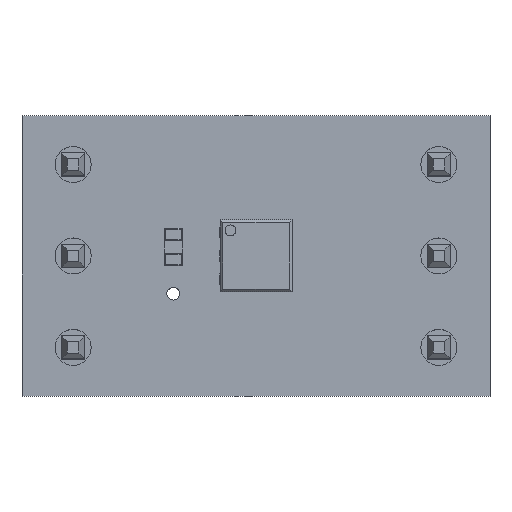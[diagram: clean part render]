
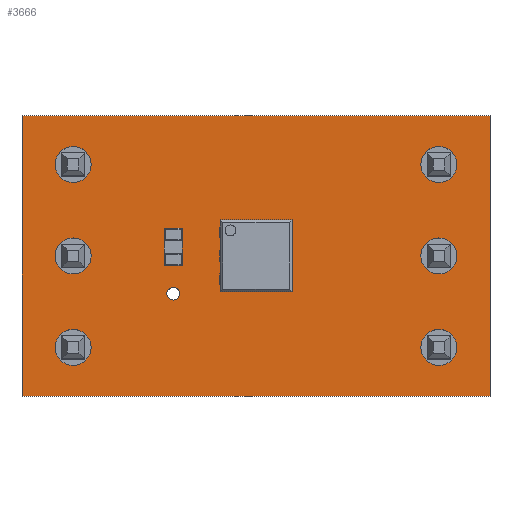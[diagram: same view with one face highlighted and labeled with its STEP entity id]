
A CAD part, top view. The second image highlights one B-rep face of the part: STEP entity #3666.
In plain terms, the highlighted planar face has unit normal (0, 0, 1).
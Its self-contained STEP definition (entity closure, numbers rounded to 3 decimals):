
#63=FACE_BOUND('',#502,.T.);
#64=FACE_BOUND('',#503,.T.);
#65=FACE_BOUND('',#504,.T.);
#66=FACE_BOUND('',#505,.T.);
#67=FACE_BOUND('',#506,.T.);
#68=FACE_BOUND('',#507,.T.);
#69=FACE_BOUND('',#508,.T.);
#90=PLANE('',#3961);
#272=FACE_OUTER_BOUND('',#501,.T.);
#501=EDGE_LOOP('',(#2498,#2499,#2500,#2501));
#502=EDGE_LOOP('',(#2502));
#503=EDGE_LOOP('',(#2503));
#504=EDGE_LOOP('',(#2504));
#505=EDGE_LOOP('',(#2505));
#506=EDGE_LOOP('',(#2506));
#507=EDGE_LOOP('',(#2507));
#508=EDGE_LOOP('',(#2508));
#751=LINE('',#5360,#1175);
#754=LINE('',#5366,#1178);
#757=LINE('',#5372,#1181);
#760=LINE('',#5376,#1184);
#1175=VECTOR('',#4309,10.);
#1178=VECTOR('',#4314,10.);
#1181=VECTOR('',#4319,10.);
#1184=VECTOR('',#4324,10.);
#1591=CIRCLE('',#3938,0.5);
#1593=CIRCLE('',#3941,0.175);
#1595=CIRCLE('',#3944,0.5);
#1597=CIRCLE('',#3947,0.5);
#1599=CIRCLE('',#3950,0.5);
#1601=CIRCLE('',#3953,0.5);
#1603=CIRCLE('',#3956,0.5);
#1667=VERTEX_POINT('',#5314);
#1669=VERTEX_POINT('',#5320);
#1671=VERTEX_POINT('',#5326);
#1673=VERTEX_POINT('',#5332);
#1675=VERTEX_POINT('',#5338);
#1677=VERTEX_POINT('',#5344);
#1679=VERTEX_POINT('',#5350);
#1682=VERTEX_POINT('',#5357);
#1683=VERTEX_POINT('',#5359);
#1685=VERTEX_POINT('',#5365);
#1687=VERTEX_POINT('',#5371);
#1956=EDGE_CURVE('',#1667,#1667,#1591,.T.);
#1959=EDGE_CURVE('',#1669,#1669,#1593,.T.);
#1962=EDGE_CURVE('',#1671,#1671,#1595,.T.);
#1965=EDGE_CURVE('',#1673,#1673,#1597,.T.);
#1968=EDGE_CURVE('',#1675,#1675,#1599,.T.);
#1971=EDGE_CURVE('',#1677,#1677,#1601,.T.);
#1974=EDGE_CURVE('',#1679,#1679,#1603,.T.);
#1977=EDGE_CURVE('',#1683,#1682,#751,.T.);
#1980=EDGE_CURVE('',#1685,#1683,#754,.T.);
#1983=EDGE_CURVE('',#1687,#1685,#757,.T.);
#1986=EDGE_CURVE('',#1682,#1687,#760,.T.);
#2498=ORIENTED_EDGE('',*,*,#1986,.T.);
#2499=ORIENTED_EDGE('',*,*,#1983,.T.);
#2500=ORIENTED_EDGE('',*,*,#1980,.T.);
#2501=ORIENTED_EDGE('',*,*,#1977,.T.);
#2502=ORIENTED_EDGE('',*,*,#1956,.T.);
#2503=ORIENTED_EDGE('',*,*,#1959,.T.);
#2504=ORIENTED_EDGE('',*,*,#1962,.T.);
#2505=ORIENTED_EDGE('',*,*,#1965,.T.);
#2506=ORIENTED_EDGE('',*,*,#1968,.T.);
#2507=ORIENTED_EDGE('',*,*,#1971,.T.);
#2508=ORIENTED_EDGE('',*,*,#1974,.T.);
#3666=ADVANCED_FACE('',(#272,#63,#64,#65,#66,#67,#68,#69),#90,.T.);
#3938=AXIS2_PLACEMENT_3D('',#5316,#4261,#4262);
#3941=AXIS2_PLACEMENT_3D('',#5322,#4268,#4269);
#3944=AXIS2_PLACEMENT_3D('',#5328,#4275,#4276);
#3947=AXIS2_PLACEMENT_3D('',#5334,#4282,#4283);
#3950=AXIS2_PLACEMENT_3D('',#5340,#4289,#4290);
#3953=AXIS2_PLACEMENT_3D('',#5346,#4296,#4297);
#3956=AXIS2_PLACEMENT_3D('',#5352,#4303,#4304);
#3961=AXIS2_PLACEMENT_3D('',#5377,#4325,#4326);
#4261=DIRECTION('center_axis',(0.,0.,-1.));
#4262=DIRECTION('ref_axis',(-1.,0.,0.));
#4268=DIRECTION('center_axis',(0.,0.,-1.));
#4269=DIRECTION('ref_axis',(1.,0.,0.));
#4275=DIRECTION('center_axis',(0.,0.,-1.));
#4276=DIRECTION('ref_axis',(-1.,0.,0.));
#4282=DIRECTION('center_axis',(0.,0.,-1.));
#4283=DIRECTION('ref_axis',(-1.,0.,0.));
#4289=DIRECTION('center_axis',(0.,0.,-1.));
#4290=DIRECTION('ref_axis',(-1.,0.,0.));
#4296=DIRECTION('center_axis',(0.,0.,-1.));
#4297=DIRECTION('ref_axis',(-1.,0.,0.));
#4303=DIRECTION('center_axis',(0.,0.,-1.));
#4304=DIRECTION('ref_axis',(-1.,0.,0.));
#4309=DIRECTION('',(-1.,0.,0.));
#4314=DIRECTION('',(0.,1.,0.));
#4319=DIRECTION('',(1.,0.,0.));
#4324=DIRECTION('',(0.,-1.,0.));
#4325=DIRECTION('center_axis',(0.,0.,1.));
#4326=DIRECTION('ref_axis',(1.,0.,0.));
#5314=CARTESIAN_POINT('',(5.58,0.,1.671));
#5316=CARTESIAN_POINT('Origin',(5.08,0.,1.671));
#5320=CARTESIAN_POINT('',(-2.475,-1.05,1.671));
#5322=CARTESIAN_POINT('Origin',(-2.3,-1.05,1.671));
#5326=CARTESIAN_POINT('',(-4.58,0.,1.671));
#5328=CARTESIAN_POINT('Origin',(-5.08,0.,1.671));
#5332=CARTESIAN_POINT('',(-4.58,2.54,1.671));
#5334=CARTESIAN_POINT('Origin',(-5.08,2.54,1.671));
#5338=CARTESIAN_POINT('',(-4.58,-2.54,1.671));
#5340=CARTESIAN_POINT('Origin',(-5.08,-2.54,1.671));
#5344=CARTESIAN_POINT('',(5.58,2.54,1.671));
#5346=CARTESIAN_POINT('Origin',(5.08,2.54,1.671));
#5350=CARTESIAN_POINT('',(5.58,-2.54,1.671));
#5352=CARTESIAN_POINT('Origin',(5.08,-2.54,1.671));
#5357=CARTESIAN_POINT('',(-6.5,3.9,1.671));
#5359=CARTESIAN_POINT('',(6.5,3.9,1.671));
#5360=CARTESIAN_POINT('',(6.5,3.9,1.671));
#5365=CARTESIAN_POINT('',(6.5,-3.9,1.671));
#5366=CARTESIAN_POINT('',(6.5,-3.9,1.671));
#5371=CARTESIAN_POINT('',(-6.5,-3.9,1.671));
#5372=CARTESIAN_POINT('',(-6.5,-3.9,1.671));
#5376=CARTESIAN_POINT('',(-6.5,3.9,1.671));
#5377=CARTESIAN_POINT('Origin',(0.,0.,1.671));
